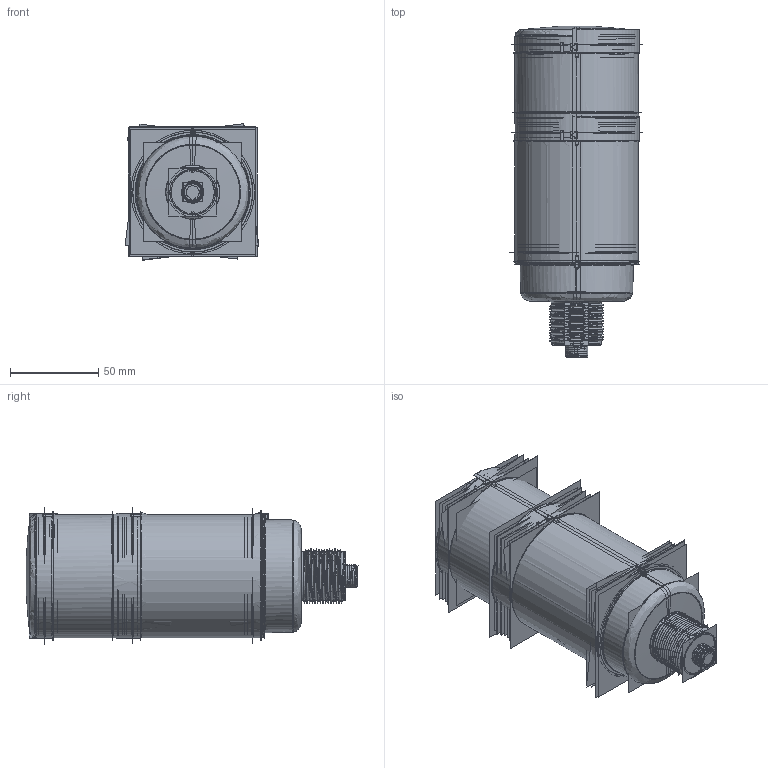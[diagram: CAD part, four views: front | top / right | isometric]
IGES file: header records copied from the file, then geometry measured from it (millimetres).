
Start section:  PTC IGES file: 191406.igs
Global section: file name: 191406.igs; native system: Creo Parametric by PTC Inc.; preprocessor: 2019292; author: PDMAdmin; organization: Unknown; date: 20210716.130520; units: millimetre
Bounding box: 75.65 x 187.8 x 77.3 mm (x, y, z)
Volume: 164244 mm3; surface area: 827172.5 mm2
Topology: 7 solids, 9 shells, 3488 faces, 17130 edges, 21408 vertices
Faces by surface type: revolution 1828, bspline 1660
